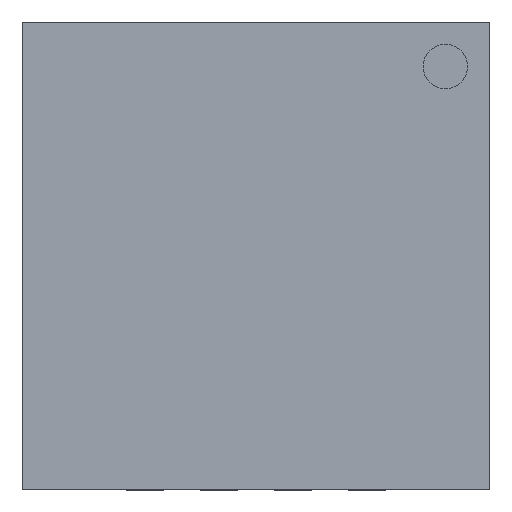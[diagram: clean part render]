
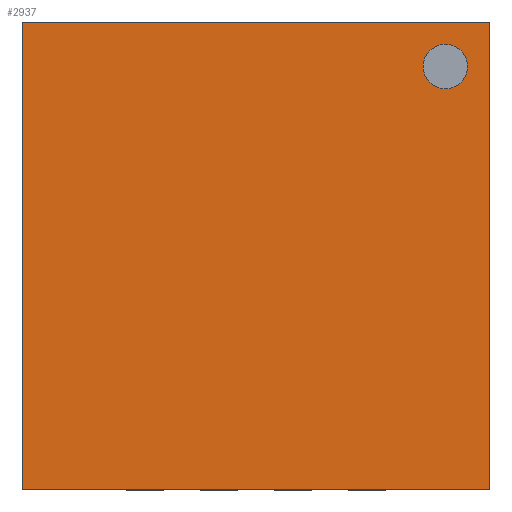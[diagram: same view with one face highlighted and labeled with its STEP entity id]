
A CAD part, top view. The second image highlights one B-rep face of the part: STEP entity #2937.
In plain terms, the highlighted planar face has unit normal (0, 0, 1).
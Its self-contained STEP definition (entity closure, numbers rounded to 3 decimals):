
#55=FACE_BOUND('',#408,.T.);
#87=CIRCLE('',#3165,0.15);
#232=FACE_OUTER_BOUND('',#407,.T.);
#407=EDGE_LOOP('',(#2330,#2331,#2332,#2333));
#408=EDGE_LOOP('',(#2334));
#615=LINE('',#4409,#963);
#673=LINE('',#4541,#1021);
#691=LINE('',#4585,#1039);
#692=LINE('',#4587,#1040);
#963=VECTOR('',#3528,10.);
#1021=VECTOR('',#3668,10.);
#1039=VECTOR('',#3718,10.);
#1040=VECTOR('',#3721,10.);
#1304=VERTEX_POINT('',#4406);
#1305=VERTEX_POINT('',#4408);
#1338=VERTEX_POINT('',#4540);
#1339=VERTEX_POINT('',#4544);
#1348=VERTEX_POINT('',#4583);
#1610=EDGE_CURVE('',#1305,#1304,#615,.T.);
#1676=EDGE_CURVE('',#1338,#1305,#673,.T.);
#1678=EDGE_CURVE('',#1339,#1339,#87,.T.);
#1697=EDGE_CURVE('',#1304,#1348,#691,.T.);
#1698=EDGE_CURVE('',#1348,#1338,#692,.T.);
#2330=ORIENTED_EDGE('',*,*,#1698,.T.);
#2331=ORIENTED_EDGE('',*,*,#1676,.T.);
#2332=ORIENTED_EDGE('',*,*,#1610,.T.);
#2333=ORIENTED_EDGE('',*,*,#1697,.T.);
#2334=ORIENTED_EDGE('',*,*,#1678,.T.);
#2779=PLANE('',#3181);
#2937=ADVANCED_FACE('',(#232,#55),#2779,.T.);
#3165=AXIS2_PLACEMENT_3D('',#4545,#3672,#3673);
#3181=AXIS2_PLACEMENT_3D('',#4588,#3722,#3723);
#3528=DIRECTION('',(-1.,0.,0.));
#3668=DIRECTION('',(0.,1.,0.));
#3672=DIRECTION('center_axis',(0.,0.,-1.));
#3673=DIRECTION('ref_axis',(-1.,0.,0.));
#3718=DIRECTION('',(0.,-1.,0.));
#3721=DIRECTION('',(1.,0.,0.));
#3722=DIRECTION('center_axis',(0.,0.,1.));
#3723=DIRECTION('ref_axis',(1.,0.,0.));
#4406=CARTESIAN_POINT('',(-1.575,1.575,0.7));
#4408=CARTESIAN_POINT('',(1.575,1.575,0.7));
#4409=CARTESIAN_POINT('',(-1.575,1.575,0.7));
#4540=CARTESIAN_POINT('',(1.575,-1.575,0.7));
#4541=CARTESIAN_POINT('',(1.575,1.575,0.7));
#4544=CARTESIAN_POINT('',(1.425,1.275,0.7));
#4545=CARTESIAN_POINT('Origin',(1.275,1.275,0.7));
#4583=CARTESIAN_POINT('',(-1.575,-1.575,0.7));
#4585=CARTESIAN_POINT('',(-1.575,-1.575,0.7));
#4587=CARTESIAN_POINT('',(1.575,-1.575,0.7));
#4588=CARTESIAN_POINT('Origin',(0.,0.,
0.7));
